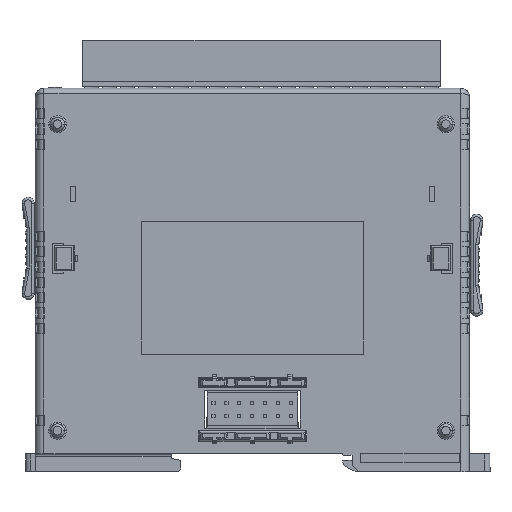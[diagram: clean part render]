
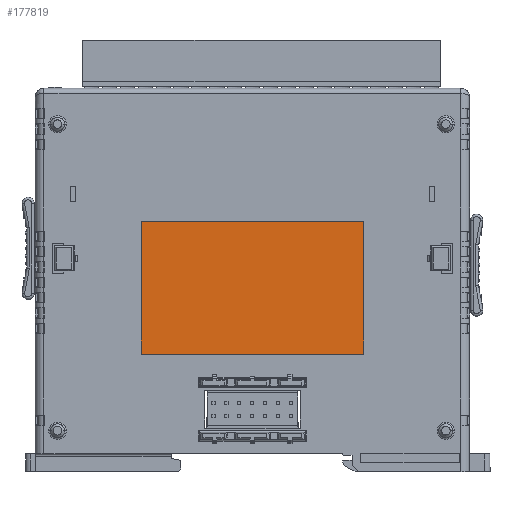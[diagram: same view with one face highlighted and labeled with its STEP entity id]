
A CAD part, left-side view. The second image highlights one B-rep face of the part: STEP entity #177819.
In plain terms, the highlighted planar face has unit normal (-1, 0, 0).
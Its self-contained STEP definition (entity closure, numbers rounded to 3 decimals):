
#1273 = EDGE_CURVE ( 'NONE', #165842, #57718, #148601, .T. ) ;
#9099 = DIRECTION ( 'NONE',  ( 0., -1., 0. ) ) ;
#11329 = DIRECTION ( 'NONE',  ( 0., 1., 0. ) ) ;
#12934 = CARTESIAN_POINT ( 'NONE',  ( 83., -53.314, -62.186 ) ) ;
#13145 = CARTESIAN_POINT ( 'NONE',  ( 83., -53.314, -36.586 ) ) ;
#13194 = DIRECTION ( 'NONE',  ( 0., -1., 0. ) ) ;
#13974 = CARTESIAN_POINT ( 'NONE',  ( 83., 10.986, -62.386 ) ) ;
#16134 = CARTESIAN_POINT ( 'NONE',  ( 83., -53.114, -36.586 ) ) ;
#20477 = CARTESIAN_POINT ( 'NONE',  ( 83., -53.114, -62.386 ) ) ;
#29516 = LINE ( 'NONE', #13974, #142526 ) ;
#30528 = AXIS2_PLACEMENT_3D ( 'NONE', #157741, #69527, #172619 ) ;
#30927 = DIRECTION ( 'NONE',  ( 0., -1., 0. ) ) ;
#31163 = CARTESIAN_POINT ( 'NONE',  ( 83., -53.114, -36.386 ) ) ;
#31226 = VERTEX_POINT ( 'NONE', #93504 ) ;
#35705 = EDGE_CURVE ( 'NONE', #31226, #148958, #146540, .T. ) ;
#38581 = EDGE_CURVE ( 'NONE', #84573, #65949, #179558, .T. ) ;
#40314 = LINE ( 'NONE', #129243, #74908 ) ;
#43548 = ORIENTED_EDGE ( 'NONE', *, *, #50853, .T. ) ;
#44144 = CIRCLE ( 'NONE', #164182, 0.2 ) ;
#49647 = AXIS2_PLACEMENT_3D ( 'NONE', #189777, #101458, #13194 ) ;
#49691 = CARTESIAN_POINT ( 'NONE',  ( 83., 10.986, -75.386 ) ) ;
#50406 = VECTOR ( 'NONE', #88563, 1000. ) ;
#50853 = EDGE_CURVE ( 'NONE', #98526, #84573, #40314, .T. ) ;
#52805 = AXIS2_PLACEMENT_3D ( 'NONE', #49691, #152732, #64482 ) ;
#54164 = ORIENTED_EDGE ( 'NONE', *, *, #38581, .T. ) ;
#57718 = VERTEX_POINT ( 'NONE', #12934 ) ;
#61755 = ORIENTED_EDGE ( 'NONE', *, *, #99041, .T. ) ;
#62236 = CARTESIAN_POINT ( 'NONE',  ( 83., -9.914, -36.386 ) ) ;
#62774 = VECTOR ( 'NONE', #184517, 1000. ) ;
#64482 = DIRECTION ( 'NONE',  ( 0., 0., 1. ) ) ;
#65707 = EDGE_LOOP ( 'NONE', ( #181024, #178211, #167197, #125960, #61755, #43548, #54164, #94443 ) ) ;
#65949 = VERTEX_POINT ( 'NONE', #144297 ) ;
#69238 = EDGE_CURVE ( 'NONE', #148958, #165842, #29516, .T. ) ;
#69527 = DIRECTION ( 'NONE',  ( -1., 0., 0. ) ) ;
#74908 = VECTOR ( 'NONE', #11329, 1000. ) ;
#84573 = VERTEX_POINT ( 'NONE', #62236 ) ;
#88563 = DIRECTION ( 'NONE',  ( 0., 0., 1. ) ) ;
#92375 = EDGE_CURVE ( 'NONE', #57718, #187646, #188668, .T. ) ;
#93504 = CARTESIAN_POINT ( 'NONE',  ( 83., -9.714, -62.186 ) ) ;
#94443 = ORIENTED_EDGE ( 'NONE', *, *, #179086, .T. ) ;
#97426 = DIRECTION ( 'NONE',  ( -1., 0., 0. ) ) ;
#98526 = VERTEX_POINT ( 'NONE', #31163 ) ;
#99041 = EDGE_CURVE ( 'NONE', #187646, #98526, #44144, .T. ) ;
#101458 = DIRECTION ( 'NONE',  ( -1., 0., 0. ) ) ;
#110454 = CARTESIAN_POINT ( 'NONE',  ( 83., -9.714, -75.386 ) ) ;
#117099 = DIRECTION ( 'NONE',  ( 0., -1., 0. ) ) ;
#119262 = DIRECTION ( 'NONE',  ( -1., 0., 0. ) ) ;
#125960 = ORIENTED_EDGE ( 'NONE', *, *, #92375, .T. ) ;
#129243 = CARTESIAN_POINT ( 'NONE',  ( 83., 10.986, -36.386 ) ) ;
#142526 = VECTOR ( 'NONE', #117099, 1000. ) ;
#144297 = CARTESIAN_POINT ( 'NONE',  ( 83., -9.714, -36.586 ) ) ;
#146540 = CIRCLE ( 'NONE', #30528, 0.2 ) ;
#146629 = FACE_OUTER_BOUND ( 'NONE', #65707, .T. ) ;
#148601 = CIRCLE ( 'NONE', #49647, 0.2 ) ;
#148958 = VERTEX_POINT ( 'NONE', #166674 ) ;
#152732 = DIRECTION ( 'NONE',  ( 1., 0., 0. ) ) ;
#157741 = CARTESIAN_POINT ( 'NONE',  ( 83., -9.914, -62.186 ) ) ;
#164182 = AXIS2_PLACEMENT_3D ( 'NONE', #16134, #119262, #30927 ) ;
#165842 = VERTEX_POINT ( 'NONE', #20477 ) ;
#166674 = CARTESIAN_POINT ( 'NONE',  ( 83., -9.914, -62.386 ) ) ;
#166928 = PLANE ( 'NONE',  #52805 ) ;
#167197 = ORIENTED_EDGE ( 'NONE', *, *, #1273, .T. ) ;
#172619 = DIRECTION ( 'NONE',  ( 0., -1., 0. ) ) ;
#176848 = CARTESIAN_POINT ( 'NONE',  ( 83., -53.314, -75.386 ) ) ;
#177819 = ADVANCED_FACE ( 'NONE', ( #146629 ), #166928, .F. ) ;
#178211 = ORIENTED_EDGE ( 'NONE', *, *, #69238, .T. ) ;
#179086 = EDGE_CURVE ( 'NONE', #65949, #31226, #180322, .T. ) ;
#179558 = CIRCLE ( 'NONE', #184336, 0.2 ) ;
#180322 = LINE ( 'NONE', #110454, #62774 ) ;
#181024 = ORIENTED_EDGE ( 'NONE', *, *, #35705, .T. ) ;
#184336 = AXIS2_PLACEMENT_3D ( 'NONE', #185689, #97426, #9099 ) ;
#184517 = DIRECTION ( 'NONE',  ( 0., 0., -1. ) ) ;
#185689 = CARTESIAN_POINT ( 'NONE',  ( 83., -9.914, -36.586 ) ) ;
#187646 = VERTEX_POINT ( 'NONE', #13145 ) ;
#188668 = LINE ( 'NONE', #176848, #50406 ) ;
#189777 = CARTESIAN_POINT ( 'NONE',  ( 83., -53.114, -62.186 ) ) ;
